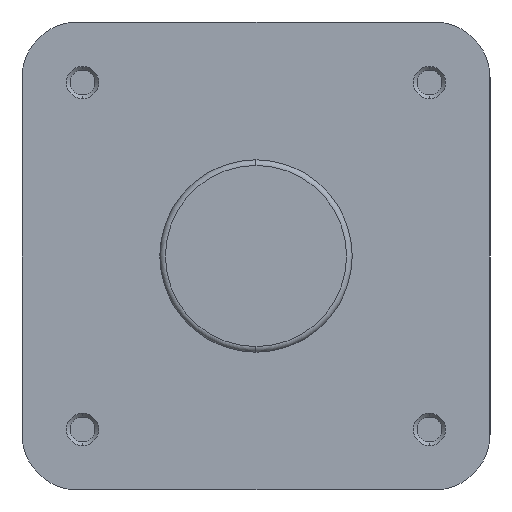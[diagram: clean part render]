
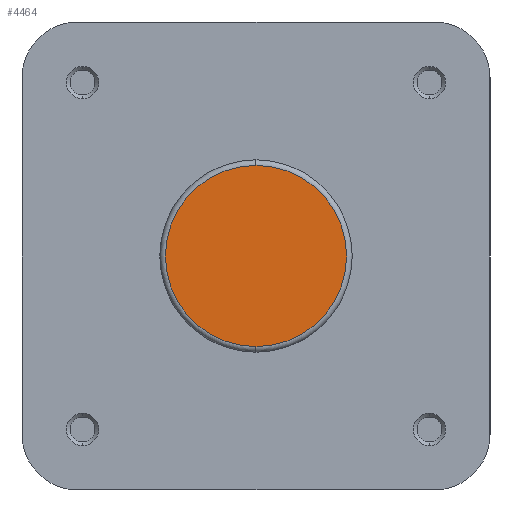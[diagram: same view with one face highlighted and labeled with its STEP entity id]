
A CAD part, left-side view. The second image highlights one B-rep face of the part: STEP entity #4464.
In plain terms, the highlighted planar face has unit normal (-1, 0, 0).
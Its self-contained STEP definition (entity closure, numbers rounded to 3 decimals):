
#449 = ORIENTED_EDGE ( 'NONE', *, *, #3901, .T. ) ;
#742 = CIRCLE ( 'NONE', #2031, 24.4 ) ;
#956 = CIRCLE ( 'NONE', #2066, 24.4 ) ;
#1222 = FACE_OUTER_BOUND ( 'NONE', #3953, .T. ) ;
#1307 = ORIENTED_EDGE ( 'NONE', *, *, #1843, .T. ) ;
#1843 = EDGE_CURVE ( 'NONE', #4039, #4045, #742, .T. ) ;
#2031 = AXIS2_PLACEMENT_3D ( 'NONE', #2467, #2473, #2474 ) ;
#2066 = AXIS2_PLACEMENT_3D ( 'NONE', #2620, #2626, #2627 ) ;
#2111 = AXIS2_PLACEMENT_3D ( 'NONE', #2983, #2992, #2993 ) ;
#2467 = CARTESIAN_POINT ( 'NONE',  ( 0., 0., 0. ) ) ;
#2473 = DIRECTION ( 'NONE',  ( -1., 0., 0. ) ) ;
#2474 = DIRECTION ( 'NONE',  ( 0., 0., -1. ) ) ;
#2620 = CARTESIAN_POINT ( 'NONE',  ( 0., 0., 0. ) ) ;
#2626 = DIRECTION ( 'NONE',  ( -1., 0., 0. ) ) ;
#2627 = DIRECTION ( 'NONE',  ( 0., 0., -1. ) ) ;
#2687 = CARTESIAN_POINT ( 'NONE',  ( 0., 0., -24.4 ) ) ;
#2693 = CARTESIAN_POINT ( 'NONE',  ( 0., 0., 24.4 ) ) ;
#2980 = PLANE ( 'NONE',  #2111 ) ;
#2983 = CARTESIAN_POINT ( 'NONE',  ( 0., 0., 0. ) ) ;
#2992 = DIRECTION ( 'NONE',  ( 1., 0., 0. ) ) ;
#2993 = DIRECTION ( 'NONE',  ( 0., 0., -1. ) ) ;
#3901 = EDGE_CURVE ( 'NONE', #4045, #4039, #956, .T. ) ;
#3953 = EDGE_LOOP ( 'NONE', ( #1307, #449 ) ) ;
#4039 = VERTEX_POINT ( 'NONE', #2687 ) ;
#4045 = VERTEX_POINT ( 'NONE', #2693 ) ;
#4464 = ADVANCED_FACE ( 'NONE', ( #1222 ), #2980, .F. ) ;
